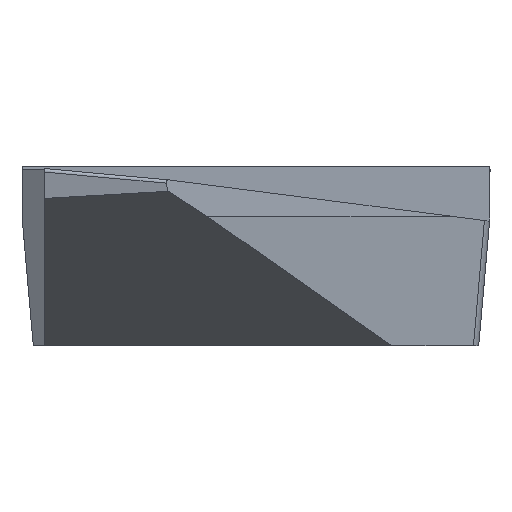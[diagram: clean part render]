
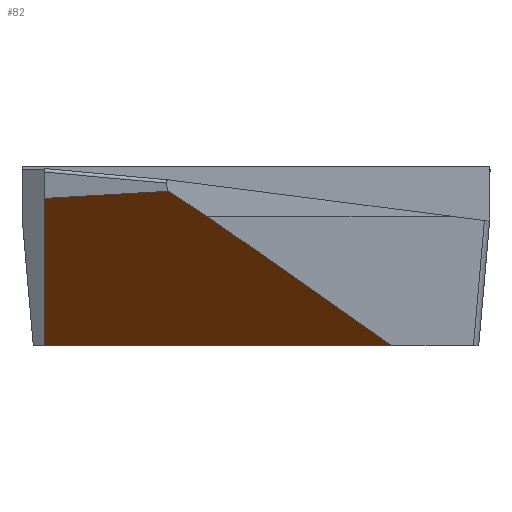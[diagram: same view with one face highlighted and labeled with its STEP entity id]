
A CAD part, left-side view. The second image highlights one B-rep face of the part: STEP entity #82.
In plain terms, the highlighted planar face has unit normal (-0.528, -0.087, -0.845).
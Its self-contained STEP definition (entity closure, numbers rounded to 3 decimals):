
#56=FACE_OUTER_BOUND('',#141,.T.);
#82=ADVANCED_FACE('',(#56),#108,.T.);
#108=PLANE('',#597);
#141=EDGE_LOOP('',(#219,#220,#221,#222,#223));
#219=ORIENTED_EDGE('',*,*,#405,.F.);
#220=ORIENTED_EDGE('',*,*,#378,.F.);
#221=ORIENTED_EDGE('',*,*,#398,.T.);
#222=ORIENTED_EDGE('',*,*,#394,.T.);
#223=ORIENTED_EDGE('',*,*,#402,.F.);
#327=VERTEX_POINT('',#860);
#328=VERTEX_POINT('',#862);
#337=VERTEX_POINT('',#890);
#339=VERTEX_POINT('',#893);
#343=VERTEX_POINT('',#906);
#378=EDGE_CURVE('',#327,#328,#448,.T.);
#394=EDGE_CURVE('',#339,#337,#464,.T.);
#398=EDGE_CURVE('',#327,#339,#467,.T.);
#402=EDGE_CURVE('',#343,#337,#471,.T.);
#405=EDGE_CURVE('',#328,#343,#473,.T.);
#448=LINE('',#861,#512);
#464=LINE('',#892,#528);
#467=LINE('',#900,#531);
#471=LINE('',#908,#535);
#473=LINE('',#913,#537);
#512=VECTOR('',#653,1.);
#528=VECTOR('',#677,1.);
#531=VECTOR('',#684,1.);
#535=VECTOR('',#690,1.);
#537=VECTOR('',#698,1.);
#597=AXIS2_PLACEMENT_3D('',#914,#699,#700);
#653=DIRECTION('',(-0.163,0.987,0.));
#677=DIRECTION('',(-0.708,0.594,0.381));
#684=DIRECTION('',(-0.725,0.564,0.395));
#690=DIRECTION('',(0.072,-0.996,0.058));
#698=DIRECTION('',(-0.848,0.,0.53));
#699=DIRECTION('',(-0.528,-0.087,-0.845));
#700=DIRECTION('',(0.848,0.,-0.53));
#860=CARTESIAN_POINT('',(-7.089,-2.406,-6.51));
#861=CARTESIAN_POINT('',(-6.276,-7.332,-6.51));
#862=CARTESIAN_POINT('',(-8.105,3.751,-6.51));
#890=CARTESIAN_POINT('',(-12.126,1.559,-3.772));
#892=CARTESIAN_POINT('',(3.58,-11.619,-12.226));
#893=CARTESIAN_POINT('',(-11.286,0.854,-4.224));
#900=CARTESIAN_POINT('',(4.537,-11.439,-12.843));
#906=CARTESIAN_POINT('',(-12.283,3.751,-3.899));
#908=CARTESIAN_POINT('',(-12.024,0.151,-3.69));
#913=CARTESIAN_POINT('',(-12.749,3.751,-3.609));
#914=CARTESIAN_POINT('',(-12.413,-3.48,-3.072));
